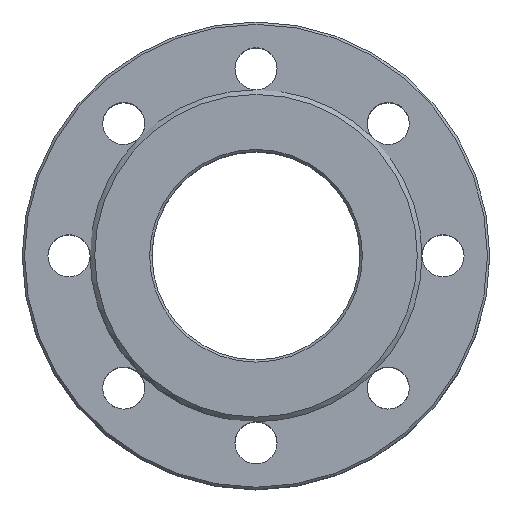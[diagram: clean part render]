
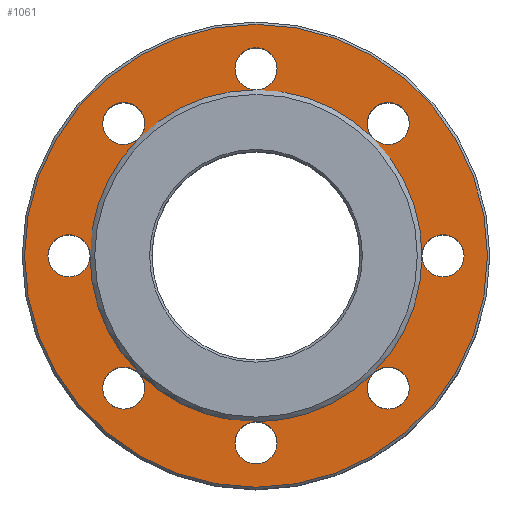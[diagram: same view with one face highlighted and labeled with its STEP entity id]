
A CAD part, top view. The second image highlights one B-rep face of the part: STEP entity #1061.
In plain terms, the highlighted planar face has unit normal (0, 0, 1).
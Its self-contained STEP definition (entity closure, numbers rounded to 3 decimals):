
#154=FACE_BOUND('',#293,.T.);
#202=FACE_OUTER_BOUND('',#292,.T.);
#292=EDGE_LOOP('',(#866));
#293=EDGE_LOOP('',(#867,#868,#869,#870,#871,#872,#873,#874,#875,#876,#877,
#878,#879,#880,#881,#882,#883,#884,#885,#886,#887,#888,#889));
#392=CIRCLE('',#1228,99.);
#393=CIRCLE('',#1230,9.);
#394=CIRCLE('',#1231,71.);
#395=CIRCLE('',#1232,9.);
#396=CIRCLE('',#1233,9.);
#397=CIRCLE('',#1234,71.);
#398=CIRCLE('',#1235,9.);
#399=CIRCLE('',#1236,9.);
#400=CIRCLE('',#1237,71.);
#401=CIRCLE('',#1238,9.);
#402=CIRCLE('',#1239,9.);
#403=CIRCLE('',#1240,71.);
#404=CIRCLE('',#1241,9.);
#405=CIRCLE('',#1242,71.);
#406=CIRCLE('',#1243,9.);
#407=CIRCLE('',#1244,9.);
#408=CIRCLE('',#1245,71.);
#409=CIRCLE('',#1246,9.);
#410=CIRCLE('',#1247,9.);
#411=CIRCLE('',#1248,71.);
#412=CIRCLE('',#1249,9.);
#413=CIRCLE('',#1250,9.);
#414=CIRCLE('',#1251,71.);
#415=CIRCLE('',#1252,9.);
#490=VERTEX_POINT('',#1870);
#491=VERTEX_POINT('',#1874);
#492=VERTEX_POINT('',#1875);
#493=VERTEX_POINT('',#1877);
#494=VERTEX_POINT('',#1879);
#495=VERTEX_POINT('',#1882);
#496=VERTEX_POINT('',#1884);
#497=VERTEX_POINT('',#1887);
#498=VERTEX_POINT('',#1889);
#499=VERTEX_POINT('',#1892);
#500=VERTEX_POINT('',#1895);
#501=VERTEX_POINT('',#1897);
#502=VERTEX_POINT('',#1900);
#503=VERTEX_POINT('',#1902);
#504=VERTEX_POINT('',#1905);
#505=VERTEX_POINT('',#1907);
#618=EDGE_CURVE('',#490,#490,#392,.T.);
#619=EDGE_CURVE('',#491,#492,#393,.T.);
#620=EDGE_CURVE('',#493,#491,#394,.T.);
#621=EDGE_CURVE('',#494,#493,#395,.T.);
#622=EDGE_CURVE('',#493,#494,#396,.T.);
#623=EDGE_CURVE('',#495,#493,#397,.T.);
#624=EDGE_CURVE('',#496,#495,#398,.T.);
#625=EDGE_CURVE('',#495,#496,#399,.T.);
#626=EDGE_CURVE('',#497,#495,#400,.T.);
#627=EDGE_CURVE('',#498,#497,#401,.T.);
#628=EDGE_CURVE('',#497,#498,#402,.T.);
#629=EDGE_CURVE('',#499,#497,#403,.T.);
#630=EDGE_CURVE('',#499,#499,#404,.T.);
#631=EDGE_CURVE('',#500,#499,#405,.T.);
#632=EDGE_CURVE('',#501,#500,#406,.T.);
#633=EDGE_CURVE('',#500,#501,#407,.T.);
#634=EDGE_CURVE('',#502,#500,#408,.T.);
#635=EDGE_CURVE('',#503,#502,#409,.T.);
#636=EDGE_CURVE('',#502,#503,#410,.T.);
#637=EDGE_CURVE('',#504,#502,#411,.T.);
#638=EDGE_CURVE('',#505,#504,#412,.T.);
#639=EDGE_CURVE('',#504,#505,#413,.T.);
#640=EDGE_CURVE('',#491,#504,#414,.T.);
#641=EDGE_CURVE('',#492,#491,#415,.T.);
#866=ORIENTED_EDGE('',*,*,#618,.F.);
#867=ORIENTED_EDGE('',*,*,#619,.F.);
#868=ORIENTED_EDGE('',*,*,#620,.F.);
#869=ORIENTED_EDGE('',*,*,#621,.F.);
#870=ORIENTED_EDGE('',*,*,#622,.F.);
#871=ORIENTED_EDGE('',*,*,#623,.F.);
#872=ORIENTED_EDGE('',*,*,#624,.F.);
#873=ORIENTED_EDGE('',*,*,#625,.F.);
#874=ORIENTED_EDGE('',*,*,#626,.F.);
#875=ORIENTED_EDGE('',*,*,#627,.F.);
#876=ORIENTED_EDGE('',*,*,#628,.F.);
#877=ORIENTED_EDGE('',*,*,#629,.F.);
#878=ORIENTED_EDGE('',*,*,#630,.F.);
#879=ORIENTED_EDGE('',*,*,#631,.F.);
#880=ORIENTED_EDGE('',*,*,#632,.F.);
#881=ORIENTED_EDGE('',*,*,#633,.F.);
#882=ORIENTED_EDGE('',*,*,#634,.F.);
#883=ORIENTED_EDGE('',*,*,#635,.F.);
#884=ORIENTED_EDGE('',*,*,#636,.F.);
#885=ORIENTED_EDGE('',*,*,#637,.F.);
#886=ORIENTED_EDGE('',*,*,#638,.F.);
#887=ORIENTED_EDGE('',*,*,#639,.F.);
#888=ORIENTED_EDGE('',*,*,#640,.F.);
#889=ORIENTED_EDGE('',*,*,#641,.F.);
#962=PLANE('',#1229);
#1061=ADVANCED_FACE('',(#202,#154),#962,.F.);
#1228=AXIS2_PLACEMENT_3D('',#1872,#1556,#1557);
#1229=AXIS2_PLACEMENT_3D('',#1873,#1558,#1559);
#1230=AXIS2_PLACEMENT_3D('',#1876,#1560,#1561);
#1231=AXIS2_PLACEMENT_3D('',#1878,#1562,#1563);
#1232=AXIS2_PLACEMENT_3D('',#1880,#1564,#1565);
#1233=AXIS2_PLACEMENT_3D('',#1881,#1566,#1567);
#1234=AXIS2_PLACEMENT_3D('',#1883,#1568,#1569);
#1235=AXIS2_PLACEMENT_3D('',#1885,#1570,#1571);
#1236=AXIS2_PLACEMENT_3D('',#1886,#1572,#1573);
#1237=AXIS2_PLACEMENT_3D('',#1888,#1574,#1575);
#1238=AXIS2_PLACEMENT_3D('',#1890,#1576,#1577);
#1239=AXIS2_PLACEMENT_3D('',#1891,#1578,#1579);
#1240=AXIS2_PLACEMENT_3D('',#1893,#1580,#1581);
#1241=AXIS2_PLACEMENT_3D('',#1894,#1582,#1583);
#1242=AXIS2_PLACEMENT_3D('',#1896,#1584,#1585);
#1243=AXIS2_PLACEMENT_3D('',#1898,#1586,#1587);
#1244=AXIS2_PLACEMENT_3D('',#1899,#1588,#1589);
#1245=AXIS2_PLACEMENT_3D('',#1901,#1590,#1591);
#1246=AXIS2_PLACEMENT_3D('',#1903,#1592,#1593);
#1247=AXIS2_PLACEMENT_3D('',#1904,#1594,#1595);
#1248=AXIS2_PLACEMENT_3D('',#1906,#1596,#1597);
#1249=AXIS2_PLACEMENT_3D('',#1908,#1598,#1599);
#1250=AXIS2_PLACEMENT_3D('',#1909,#1600,#1601);
#1251=AXIS2_PLACEMENT_3D('',#1910,#1602,#1603);
#1252=AXIS2_PLACEMENT_3D('',#1911,#1604,#1605);
#1556=DIRECTION('center_axis',(0.,0.,-1.));
#1557=DIRECTION('ref_axis',(1.,0.,0.));
#1558=DIRECTION('center_axis',(0.,0.,-1.));
#1559=DIRECTION('ref_axis',(-1.,0.,0.));
#1560=DIRECTION('center_axis',(0.,0.,1.));
#1561=DIRECTION('ref_axis',(1.,0.,0.));
#1562=DIRECTION('center_axis',(0.,0.,1.));
#1563=DIRECTION('ref_axis',(1.,0.,0.));
#1564=DIRECTION('center_axis',(0.,0.,1.));
#1565=DIRECTION('ref_axis',(1.,0.,0.));
#1566=DIRECTION('center_axis',(0.,0.,1.));
#1567=DIRECTION('ref_axis',(1.,0.,0.));
#1568=DIRECTION('center_axis',(0.,0.,1.));
#1569=DIRECTION('ref_axis',(1.,0.,0.));
#1570=DIRECTION('center_axis',(0.,0.,1.));
#1571=DIRECTION('ref_axis',(1.,0.,0.));
#1572=DIRECTION('center_axis',(0.,0.,1.));
#1573=DIRECTION('ref_axis',(1.,0.,0.));
#1574=DIRECTION('center_axis',(0.,0.,1.));
#1575=DIRECTION('ref_axis',(1.,0.,0.));
#1576=DIRECTION('center_axis',(0.,0.,1.));
#1577=DIRECTION('ref_axis',(1.,0.,0.));
#1578=DIRECTION('center_axis',(0.,0.,1.));
#1579=DIRECTION('ref_axis',(1.,0.,0.));
#1580=DIRECTION('center_axis',(0.,0.,1.));
#1581=DIRECTION('ref_axis',(1.,0.,0.));
#1582=DIRECTION('center_axis',(0.,0.,1.));
#1583=DIRECTION('ref_axis',(1.,0.,0.));
#1584=DIRECTION('center_axis',(0.,0.,1.));
#1585=DIRECTION('ref_axis',(1.,0.,0.));
#1586=DIRECTION('center_axis',(0.,0.,1.));
#1587=DIRECTION('ref_axis',(1.,0.,0.));
#1588=DIRECTION('center_axis',(0.,0.,1.));
#1589=DIRECTION('ref_axis',(1.,0.,0.));
#1590=DIRECTION('center_axis',(0.,0.,1.));
#1591=DIRECTION('ref_axis',(1.,0.,0.));
#1592=DIRECTION('center_axis',(0.,0.,1.));
#1593=DIRECTION('ref_axis',(1.,0.,0.));
#1594=DIRECTION('center_axis',(0.,0.,1.));
#1595=DIRECTION('ref_axis',(1.,0.,0.));
#1596=DIRECTION('center_axis',(0.,0.,1.));
#1597=DIRECTION('ref_axis',(1.,0.,0.));
#1598=DIRECTION('center_axis',(0.,0.,1.));
#1599=DIRECTION('ref_axis',(1.,0.,0.));
#1600=DIRECTION('center_axis',(0.,0.,1.));
#1601=DIRECTION('ref_axis',(1.,0.,0.));
#1602=DIRECTION('center_axis',(0.,0.,1.));
#1603=DIRECTION('ref_axis',(1.,0.,0.));
#1604=DIRECTION('center_axis',(0.,0.,1.));
#1605=DIRECTION('ref_axis',(1.,0.,0.));
#1870=CARTESIAN_POINT('',(-99.,0.,0.));
#1872=CARTESIAN_POINT('Origin',(0.,0.,0.));
#1873=CARTESIAN_POINT('Origin',(0.,0.,0.));
#1874=CARTESIAN_POINT('',(-71.,0.,0.));
#1875=CARTESIAN_POINT('',(-89.,0.,0.));
#1876=CARTESIAN_POINT('Origin',(-80.,0.,0.));
#1877=CARTESIAN_POINT('',(-50.205,50.205,0.));
#1878=CARTESIAN_POINT('Origin',(0.,0.,0.));
#1879=CARTESIAN_POINT('',(-65.569,56.569,0.));
#1880=CARTESIAN_POINT('Origin',(-56.569,56.569,0.));
#1881=CARTESIAN_POINT('Origin',(-56.569,56.569,0.));
#1882=CARTESIAN_POINT('',(0.,71.,0.));
#1883=CARTESIAN_POINT('Origin',(0.,0.,0.));
#1884=CARTESIAN_POINT('',(-9.,80.,0.));
#1885=CARTESIAN_POINT('Origin',(0.,80.,0.));
#1886=CARTESIAN_POINT('Origin',(0.,80.,0.));
#1887=CARTESIAN_POINT('',(50.205,50.205,0.));
#1888=CARTESIAN_POINT('Origin',(0.,0.,0.));
#1889=CARTESIAN_POINT('',(47.569,56.569,0.));
#1890=CARTESIAN_POINT('Origin',(56.569,56.569,0.));
#1891=CARTESIAN_POINT('Origin',(56.569,56.569,0.));
#1892=CARTESIAN_POINT('',(71.,0.,0.));
#1893=CARTESIAN_POINT('Origin',(0.,0.,0.));
#1894=CARTESIAN_POINT('Origin',(80.,0.,0.));
#1895=CARTESIAN_POINT('',(50.205,-50.205,0.));
#1896=CARTESIAN_POINT('Origin',(0.,0.,0.));
#1897=CARTESIAN_POINT('',(47.569,-56.569,0.));
#1898=CARTESIAN_POINT('Origin',(56.569,-56.569,0.));
#1899=CARTESIAN_POINT('Origin',(56.569,-56.569,0.));
#1900=CARTESIAN_POINT('',(0.,-71.,0.));
#1901=CARTESIAN_POINT('Origin',(0.,0.,0.));
#1902=CARTESIAN_POINT('',(-9.,-80.,0.));
#1903=CARTESIAN_POINT('Origin',(0.,-80.,0.));
#1904=CARTESIAN_POINT('Origin',(0.,-80.,0.));
#1905=CARTESIAN_POINT('',(-50.205,-50.205,0.));
#1906=CARTESIAN_POINT('Origin',(0.,0.,0.));
#1907=CARTESIAN_POINT('',(-65.569,-56.569,0.));
#1908=CARTESIAN_POINT('Origin',(-56.569,-56.569,0.));
#1909=CARTESIAN_POINT('Origin',(-56.569,-56.569,0.));
#1910=CARTESIAN_POINT('Origin',(0.,0.,0.));
#1911=CARTESIAN_POINT('Origin',(-80.,0.,0.));
